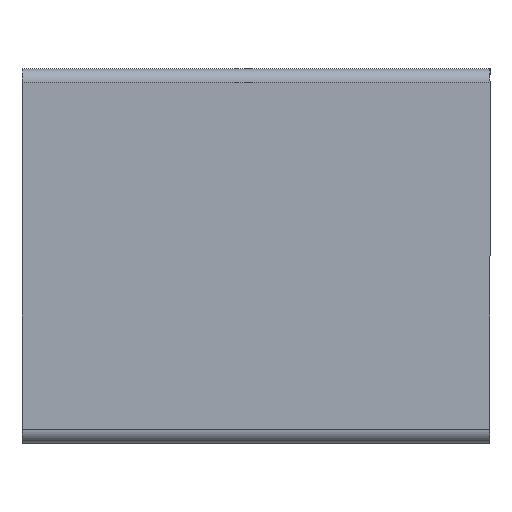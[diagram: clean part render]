
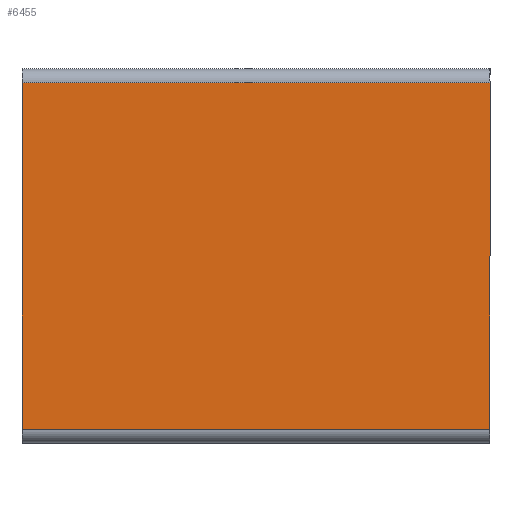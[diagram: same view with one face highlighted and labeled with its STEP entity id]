
A CAD part, top view. The second image highlights one B-rep face of the part: STEP entity #6455.
In plain terms, the highlighted planar face has unit normal (0, 0, 1).
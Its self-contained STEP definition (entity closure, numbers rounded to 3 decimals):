
#72 = PLANE('',#73);
#73 = AXIS2_PLACEMENT_3D('',#74,#75,#76);
#74 = CARTESIAN_POINT('',(-100.,0.,0.));
#75 = DIRECTION('',(1.,0.,0.));
#76 = DIRECTION('',(0.,1.,0.));
#126 = PLANE('',#127);
#127 = AXIS2_PLACEMENT_3D('',#128,#129,#130);
#128 = CARTESIAN_POINT('',(0.,0.,0.));
#129 = DIRECTION('',(1.,0.,0.));
#130 = DIRECTION('',(0.,1.,0.));
#219 = EDGE_CURVE('',#220,#222,#224,.T.);
#220 = VERTEX_POINT('',#221);
#221 = CARTESIAN_POINT('',(-100.,77.,10.5));
#222 = VERTEX_POINT('',#223);
#223 = CARTESIAN_POINT('',(-100.,3.,10.5));
#224 = SURFACE_CURVE('',#225,(#229,#236),.PCURVE_S1.);
#225 = LINE('',#226,#227);
#226 = CARTESIAN_POINT('',(-100.,80.,10.5));
#227 = VECTOR('',#228,1.);
#228 = DIRECTION('',(0.,-1.,0.));
#229 = PCURVE('',#72,#230);
#230 = DEFINITIONAL_REPRESENTATION('',(#231),#235);
#231 = LINE('',#232,#233);
#232 = CARTESIAN_POINT('',(80.,10.5));
#233 = VECTOR('',#234,1.);
#234 = DIRECTION('',(-1.,0.));
#235 = ( GEOMETRIC_REPRESENTATION_CONTEXT(2) 
PARAMETRIC_REPRESENTATION_CONTEXT() REPRESENTATION_CONTEXT('2D SPACE',''
  ) );
#236 = PCURVE('',#237,#242);
#237 = PLANE('',#238);
#238 = AXIS2_PLACEMENT_3D('',#239,#240,#241);
#239 = CARTESIAN_POINT('',(-100.,80.,10.5));
#240 = DIRECTION('',(0.,0.,1.));
#241 = DIRECTION('',(1.,0.,-0.));
#242 = DEFINITIONAL_REPRESENTATION('',(#243),#247);
#243 = LINE('',#244,#245);
#244 = CARTESIAN_POINT('',(0.,0.));
#245 = VECTOR('',#246,1.);
#246 = DIRECTION('',(0.,-1.));
#247 = ( GEOMETRIC_REPRESENTATION_CONTEXT(2) 
PARAMETRIC_REPRESENTATION_CONTEXT() REPRESENTATION_CONTEXT('2D SPACE',''
  ) );
#266 = CYLINDRICAL_SURFACE('',#267,3.);
#267 = AXIS2_PLACEMENT_3D('',#268,#269,#270);
#268 = CARTESIAN_POINT('',(-100.,77.,7.5));
#269 = DIRECTION('',(-1.,-0.,-0.));
#270 = DIRECTION('',(0.,0.,-1.));
#2478 = CYLINDRICAL_SURFACE('',#2479,3.);
#2479 = AXIS2_PLACEMENT_3D('',#2480,#2481,#2482);
#2480 = CARTESIAN_POINT('',(-100.,3.,7.5));
#2481 = DIRECTION('',(-1.,-0.,-0.));
#2482 = DIRECTION('',(0.,0.,-1.));
#2622 = VERTEX_POINT('',#2623);
#2623 = CARTESIAN_POINT('',(0.,77.,10.5));
#2645 = EDGE_CURVE('',#2622,#2646,#2648,.T.);
#2646 = VERTEX_POINT('',#2647);
#2647 = CARTESIAN_POINT('',(0.,3.,10.5));
#2648 = SURFACE_CURVE('',#2649,(#2653,#2660),.PCURVE_S1.);
#2649 = LINE('',#2650,#2651);
#2650 = CARTESIAN_POINT('',(0.,80.,10.5));
#2651 = VECTOR('',#2652,1.);
#2652 = DIRECTION('',(0.,-1.,0.));
#2653 = PCURVE('',#126,#2654);
#2654 = DEFINITIONAL_REPRESENTATION('',(#2655),#2659);
#2655 = LINE('',#2656,#2657);
#2656 = CARTESIAN_POINT('',(80.,10.5));
#2657 = VECTOR('',#2658,1.);
#2658 = DIRECTION('',(-1.,0.));
#2659 = ( GEOMETRIC_REPRESENTATION_CONTEXT(2) 
PARAMETRIC_REPRESENTATION_CONTEXT() REPRESENTATION_CONTEXT('2D SPACE',''
  ) );
#2660 = PCURVE('',#237,#2661);
#2661 = DEFINITIONAL_REPRESENTATION('',(#2662),#2666);
#2662 = LINE('',#2663,#2664);
#2663 = CARTESIAN_POINT('',(100.,0.));
#2664 = VECTOR('',#2665,1.);
#2665 = DIRECTION('',(0.,-1.));
#2666 = ( GEOMETRIC_REPRESENTATION_CONTEXT(2) 
PARAMETRIC_REPRESENTATION_CONTEXT() REPRESENTATION_CONTEXT('2D SPACE',''
  ) );
#5739 = EDGE_CURVE('',#222,#2646,#5740,.T.);
#5740 = SURFACE_CURVE('',#5741,(#5745,#5752),.PCURVE_S1.);
#5741 = LINE('',#5742,#5743);
#5742 = CARTESIAN_POINT('',(-100.,3.,10.5));
#5743 = VECTOR('',#5744,1.);
#5744 = DIRECTION('',(1.,0.,0.));
#5745 = PCURVE('',#2478,#5746);
#5746 = DEFINITIONAL_REPRESENTATION('',(#5747),#5751);
#5747 = LINE('',#5748,#5749);
#5748 = CARTESIAN_POINT('',(3.142,0.));
#5749 = VECTOR('',#5750,1.);
#5750 = DIRECTION('',(0.,-1.));
#5751 = ( GEOMETRIC_REPRESENTATION_CONTEXT(2) 
PARAMETRIC_REPRESENTATION_CONTEXT() REPRESENTATION_CONTEXT('2D SPACE',''
  ) );
#5752 = PCURVE('',#237,#5753);
#5753 = DEFINITIONAL_REPRESENTATION('',(#5754),#5758);
#5754 = LINE('',#5755,#5756);
#5755 = CARTESIAN_POINT('',(0.,-77.));
#5756 = VECTOR('',#5757,1.);
#5757 = DIRECTION('',(1.,0.));
#5758 = ( GEOMETRIC_REPRESENTATION_CONTEXT(2) 
PARAMETRIC_REPRESENTATION_CONTEXT() REPRESENTATION_CONTEXT('2D SPACE',''
  ) );
#5866 = EDGE_CURVE('',#220,#2622,#5867,.T.);
#5867 = SURFACE_CURVE('',#5868,(#5872,#5879),.PCURVE_S1.);
#5868 = LINE('',#5869,#5870);
#5869 = CARTESIAN_POINT('',(-100.,77.,10.5));
#5870 = VECTOR('',#5871,1.);
#5871 = DIRECTION('',(1.,0.,0.));
#5872 = PCURVE('',#266,#5873);
#5873 = DEFINITIONAL_REPRESENTATION('',(#5874),#5878);
#5874 = LINE('',#5875,#5876);
#5875 = CARTESIAN_POINT('',(3.142,0.));
#5876 = VECTOR('',#5877,1.);
#5877 = DIRECTION('',(0.,-1.));
#5878 = ( GEOMETRIC_REPRESENTATION_CONTEXT(2) 
PARAMETRIC_REPRESENTATION_CONTEXT() REPRESENTATION_CONTEXT('2D SPACE',''
  ) );
#5879 = PCURVE('',#237,#5880);
#5880 = DEFINITIONAL_REPRESENTATION('',(#5881),#5885);
#5881 = LINE('',#5882,#5883);
#5882 = CARTESIAN_POINT('',(0.,-3.));
#5883 = VECTOR('',#5884,1.);
#5884 = DIRECTION('',(1.,0.));
#5885 = ( GEOMETRIC_REPRESENTATION_CONTEXT(2) 
PARAMETRIC_REPRESENTATION_CONTEXT() REPRESENTATION_CONTEXT('2D SPACE',''
  ) );
#6455 = ADVANCED_FACE('',(#6456),#237,.T.);
#6456 = FACE_BOUND('',#6457,.T.);
#6457 = EDGE_LOOP('',(#6458,#6459,#6460,#6461));
#6458 = ORIENTED_EDGE('',*,*,#2645,.F.);
#6459 = ORIENTED_EDGE('',*,*,#5866,.F.);
#6460 = ORIENTED_EDGE('',*,*,#219,.T.);
#6461 = ORIENTED_EDGE('',*,*,#5739,.T.);
